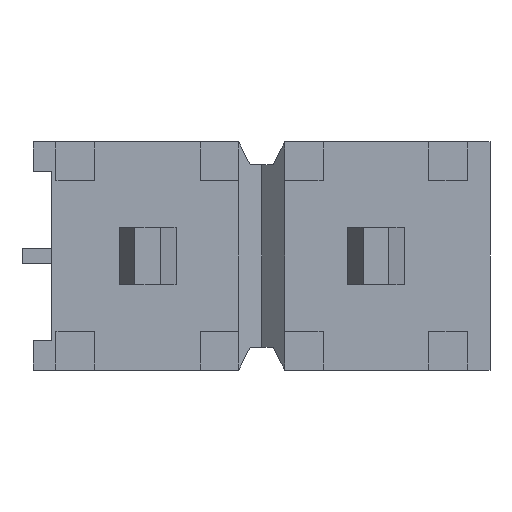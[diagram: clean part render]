
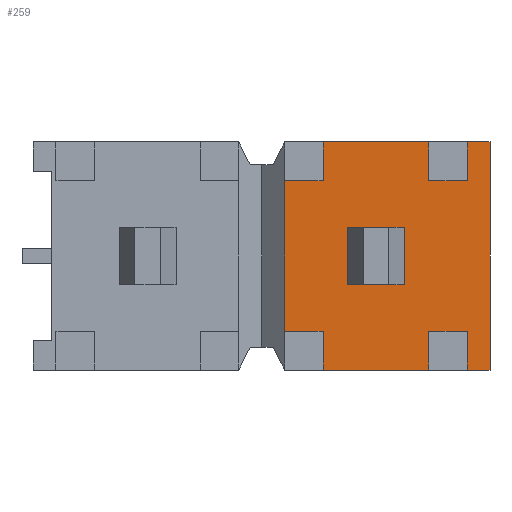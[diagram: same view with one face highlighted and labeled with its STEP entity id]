
A CAD part, front view. The second image highlights one B-rep face of the part: STEP entity #259.
In plain terms, the highlighted planar face has unit normal (0, -1, 0).
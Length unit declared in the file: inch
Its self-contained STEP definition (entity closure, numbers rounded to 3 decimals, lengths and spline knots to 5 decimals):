
#259 = ADVANCED_FACE( '', ( #555, #556 ), #557, .T. );
#555 = FACE_OUTER_BOUND( '', #899, .T. );
#556 = FACE_BOUND( '', #900, .T. );
#557 = PLANE( '', #901 );
#899 = EDGE_LOOP( '', ( #1488, #1489, #1490, #1491, #1492, #1493, #1494, #1495, #1496, #1497, #1498, #1499, #1500, #1501, #1502, #1503 ) );
#900 = EDGE_LOOP( '', ( #1504, #1505, #1506, #1507 ) );
#901 = AXIS2_PLACEMENT_3D( '', #1508, #1509, #1510 );
#1488 = ORIENTED_EDGE( '', *, *, #2295, .T. );
#1489 = ORIENTED_EDGE( '', *, *, #2206, .T. );
#1490 = ORIENTED_EDGE( '', *, *, #2228, .T. );
#1491 = ORIENTED_EDGE( '', *, *, #2296, .T. );
#1492 = ORIENTED_EDGE( '', *, *, #2193, .F. );
#1493 = ORIENTED_EDGE( '', *, *, #2204, .T. );
#1494 = ORIENTED_EDGE( '', *, *, #2102, .T. );
#1495 = ORIENTED_EDGE( '', *, *, #2153, .T. );
#1496 = ORIENTED_EDGE( '', *, *, #2297, .F. );
#1497 = ORIENTED_EDGE( '', *, *, #2170, .F. );
#1498 = ORIENTED_EDGE( '', *, *, #2298, .T. );
#1499 = ORIENTED_EDGE( '', *, *, #2111, .T. );
#1500 = ORIENTED_EDGE( '', *, *, #2299, .F. );
#1501 = ORIENTED_EDGE( '', *, *, #2300, .F. );
#1502 = ORIENTED_EDGE( '', *, *, #2301, .T. );
#1503 = ORIENTED_EDGE( '', *, *, #2107, .T. );
#1504 = ORIENTED_EDGE( '', *, *, #2158, .F. );
#1505 = ORIENTED_EDGE( '', *, *, #2302, .F. );
#1506 = ORIENTED_EDGE( '', *, *, #2303, .F. );
#1507 = ORIENTED_EDGE( '', *, *, #2304, .F. );
#1508 = CARTESIAN_POINT( '', ( 0.13637, 0.02, 0.1 ) );
#1509 = DIRECTION( '', ( 0., -1., 0. ) );
#1510 = DIRECTION( '', ( 0., 0., -1. ) );
#2102 = EDGE_CURVE( '', #2506, #2504, #2507, .T. );
#2107 = EDGE_CURVE( '', #2514, #2512, #2515, .T. );
#2111 = EDGE_CURVE( '', #2522, #2520, #2523, .T. );
#2153 = EDGE_CURVE( '', #2504, #2598, #2599, .T. );
#2158 = EDGE_CURVE( '', #2604, #2606, #2607, .T. );
#2170 = EDGE_CURVE( '', #2622, #2624, #2625, .T. );
#2193 = EDGE_CURVE( '', #2660, #2661, #2662, .T. );
#2204 = EDGE_CURVE( '', #2660, #2506, #2677, .T. );
#2206 = EDGE_CURVE( '', #2680, #2678, #2681, .T. );
#2228 = EDGE_CURVE( '', #2678, #2709, #2711, .T. );
#2295 = EDGE_CURVE( '', #2512, #2680, #2818, .T. );
#2296 = EDGE_CURVE( '', #2709, #2661, #2819, .T. );
#2297 = EDGE_CURVE( '', #2624, #2598, #2820, .T. );
#2298 = EDGE_CURVE( '', #2622, #2522, #2821, .T. );
#2299 = EDGE_CURVE( '', #2822, #2520, #2823, .T. );
#2300 = EDGE_CURVE( '', #2824, #2822, #2825, .T. );
#2301 = EDGE_CURVE( '', #2824, #2514, #2826, .T. );
#2302 = EDGE_CURVE( '', #2827, #2604, #2828, .T. );
#2303 = EDGE_CURVE( '', #2829, #2827, #2830, .T. );
#2304 = EDGE_CURVE( '', #2606, #2829, #2831, .T. );
#2504 = VERTEX_POINT( '', #3082 );
#2506 = VERTEX_POINT( '', #3085 );
#2507 = LINE( '', #3086, #3087 );
#2512 = VERTEX_POINT( '', #3094 );
#2514 = VERTEX_POINT( '', #3097 );
#2515 = LINE( '', #3098, #3099 );
#2520 = VERTEX_POINT( '', #3106 );
#2522 = VERTEX_POINT( '', #3109 );
#2523 = LINE( '', #3110, #3111 );
#2598 = VERTEX_POINT( '', #3220 );
#2599 = LINE( '', #3221, #3222 );
#2604 = VERTEX_POINT( '', #3229 );
#2606 = VERTEX_POINT( '', #3232 );
#2607 = LINE( '', #3233, #3234 );
#2622 = VERTEX_POINT( '', #3256 );
#2624 = VERTEX_POINT( '', #3259 );
#2625 = LINE( '', #3260, #3261 );
#2660 = VERTEX_POINT( '', #3313 );
#2661 = VERTEX_POINT( '', #3314 );
#2662 = LINE( '', #3315, #3316 );
#2677 = LINE( '', #3339, #3340 );
#2678 = VERTEX_POINT( '', #3341 );
#2680 = VERTEX_POINT( '', #3344 );
#2681 = LINE( '', #3345, #3346 );
#2709 = VERTEX_POINT( '', #3387 );
#2711 = LINE( '', #3390, #3391 );
#2818 = LINE( '', #3551, #3552 );
#2819 = LINE( '', #3553, #3554 );
#2820 = LINE( '', #3555, #3556 );
#2821 = LINE( '', #3557, #3558 );
#2822 = VERTEX_POINT( '', #3559 );
#2823 = LINE( '', #3560, #3561 );
#2824 = VERTEX_POINT( '', #3562 );
#2825 = LINE( '', #3563, #3564 );
#2826 = LINE( '', #3565, #3566 );
#2827 = VERTEX_POINT( '', #3567 );
#2828 = LINE( '', #3568, #3569 );
#2829 = VERTEX_POINT( '', #3570 );
#2830 = LINE( '', #3571, #3572 );
#2831 = LINE( '', #3573, #3574 );
#3082 = CARTESIAN_POINT( '', ( 0.02688, 0.02, 0.033 ) );
#3085 = CARTESIAN_POINT( '', ( 0.02688, 0.02, 0.05 ) );
#3086 = CARTESIAN_POINT( '', ( 0.02688, 0.02, 0.1 ) );
#3087 = VECTOR( '', #3866, 39.37008 );
#3094 = CARTESIAN_POINT( '', ( 0.1, 0.02, -0.05 ) );
#3097 = CARTESIAN_POINT( '', ( 0.09012, 0.02, -0.05 ) );
#3098 = CARTESIAN_POINT( '', ( 0.1, 0.02, -0.05 ) );
#3099 = VECTOR( '', #3870, 39.37008 );
#3106 = CARTESIAN_POINT( '', ( 0.07312, 0.02, -0.05 ) );
#3109 = CARTESIAN_POINT( '', ( 0.02688, 0.02, -0.05 ) );
#3110 = CARTESIAN_POINT( '', ( 0.1, 0.02, -0.05 ) );
#3111 = VECTOR( '', #3874, 39.37008 );
#3220 = CARTESIAN_POINT( '', ( 0.01, 0.02, 0.033 ) );
#3221 = CARTESIAN_POINT( '', ( 0.2, 0.02, 0.033 ) );
#3222 = VECTOR( '', #3909, 39.37008 );
#3229 = CARTESIAN_POINT( '', ( 0.0375, 0.02, 0.0125 ) );
#3232 = CARTESIAN_POINT( '', ( 0.0375, 0.02, -0.0125 ) );
#3233 = CARTESIAN_POINT( '', ( 0.0375, 0.02, -0.0125 ) );
#3234 = VECTOR( '', #3913, 39.37008 );
#3256 = CARTESIAN_POINT( '', ( 0.02688, 0.02, -0.033 ) );
#3259 = CARTESIAN_POINT( '', ( 0.01, 0.02, -0.033 ) );
#3260 = CARTESIAN_POINT( '', ( 0.2, 0.02, -0.033 ) );
#3261 = VECTOR( '', #3922, 39.37008 );
#3313 = CARTESIAN_POINT( '', ( 0.07312, 0.02, 0.05 ) );
#3314 = CARTESIAN_POINT( '', ( 0.07312, 0.02, 0.033 ) );
#3315 = CARTESIAN_POINT( '', ( 0.07312, 0.02, 0.1 ) );
#3316 = VECTOR( '', #3940, 39.37008 );
#3339 = CARTESIAN_POINT( '', ( -0.1, 0.02, 0.05 ) );
#3340 = VECTOR( '', #3949, 39.37008 );
#3341 = CARTESIAN_POINT( '', ( 0.09012, 0.02, 0.05 ) );
#3344 = CARTESIAN_POINT( '', ( 0.1, 0.02, 0.05 ) );
#3345 = CARTESIAN_POINT( '', ( -0.1, 0.02, 0.05 ) );
#3346 = VECTOR( '', #3951, 39.37008 );
#3387 = CARTESIAN_POINT( '', ( 0.09012, 0.02, 0.033 ) );
#3390 = CARTESIAN_POINT( '', ( 0.09012, 0.02, 0.1 ) );
#3391 = VECTOR( '', #3966, 39.37008 );
#3551 = CARTESIAN_POINT( '', ( 0.1, 0.02, 0.05 ) );
#3552 = VECTOR( '', #4020, 39.37008 );
#3553 = CARTESIAN_POINT( '', ( 0.2, 0.02, 0.033 ) );
#3554 = VECTOR( '', #4021, 39.37008 );
#3555 = CARTESIAN_POINT( '', ( 0.01, 0.02, 0.2 ) );
#3556 = VECTOR( '', #4022, 39.37008 );
#3557 = CARTESIAN_POINT( '', ( 0.02688, 0.02, 0.1 ) );
#3558 = VECTOR( '', #4023, 39.37008 );
#3559 = CARTESIAN_POINT( '', ( 0.07312, 0.02, -0.033 ) );
#3560 = CARTESIAN_POINT( '', ( 0.07312, 0.02, 0.1 ) );
#3561 = VECTOR( '', #4024, 39.37008 );
#3562 = CARTESIAN_POINT( '', ( 0.09012, 0.02, -0.033 ) );
#3563 = CARTESIAN_POINT( '', ( 0.2, 0.02, -0.033 ) );
#3564 = VECTOR( '', #4025, 39.37008 );
#3565 = CARTESIAN_POINT( '', ( 0.09012, 0.02, 0.1 ) );
#3566 = VECTOR( '', #4026, 39.37008 );
#3567 = CARTESIAN_POINT( '', ( 0.0625, 0.02, 0.0125 ) );
#3568 = CARTESIAN_POINT( '', ( 0.0375, 0.02, 0.0125 ) );
#3569 = VECTOR( '', #4027, 39.37008 );
#3570 = CARTESIAN_POINT( '', ( 0.0625, 0.02, -0.0125 ) );
#3571 = CARTESIAN_POINT( '', ( 0.0625, 0.02, 0.0125 ) );
#3572 = VECTOR( '', #4028, 39.37008 );
#3573 = CARTESIAN_POINT( '', ( 0.0625, 0.02, -0.0125 ) );
#3574 = VECTOR( '', #4029, 39.37008 );
#3866 = DIRECTION( '', ( 0., 0., -1. ) );
#3870 = DIRECTION( '', ( 1., 0., 0. ) );
#3874 = DIRECTION( '', ( 1., 0., 0. ) );
#3909 = DIRECTION( '', ( -1., 0., 0. ) );
#3913 = DIRECTION( '', ( 0., 0., -1. ) );
#3922 = DIRECTION( '', ( -1., 0., 0. ) );
#3940 = DIRECTION( '', ( 0., 0., -1. ) );
#3949 = DIRECTION( '', ( -1., 0., 0. ) );
#3951 = DIRECTION( '', ( -1., 0., 0. ) );
#3966 = DIRECTION( '', ( 0., 0., -1. ) );
#4020 = DIRECTION( '', ( 0., 0., 1. ) );
#4021 = DIRECTION( '', ( -1., 0., 0. ) );
#4022 = DIRECTION( '', ( 0., 0., 1. ) );
#4023 = DIRECTION( '', ( 0., 0., -1. ) );
#4024 = DIRECTION( '', ( 0., 0., -1. ) );
#4025 = DIRECTION( '', ( -1., 0., 0. ) );
#4026 = DIRECTION( '', ( 0., 0., -1. ) );
#4027 = DIRECTION( '', ( -1., 0., 0. ) );
#4028 = DIRECTION( '', ( 0., 0., 1. ) );
#4029 = DIRECTION( '', ( 1., 0., 0. ) );
